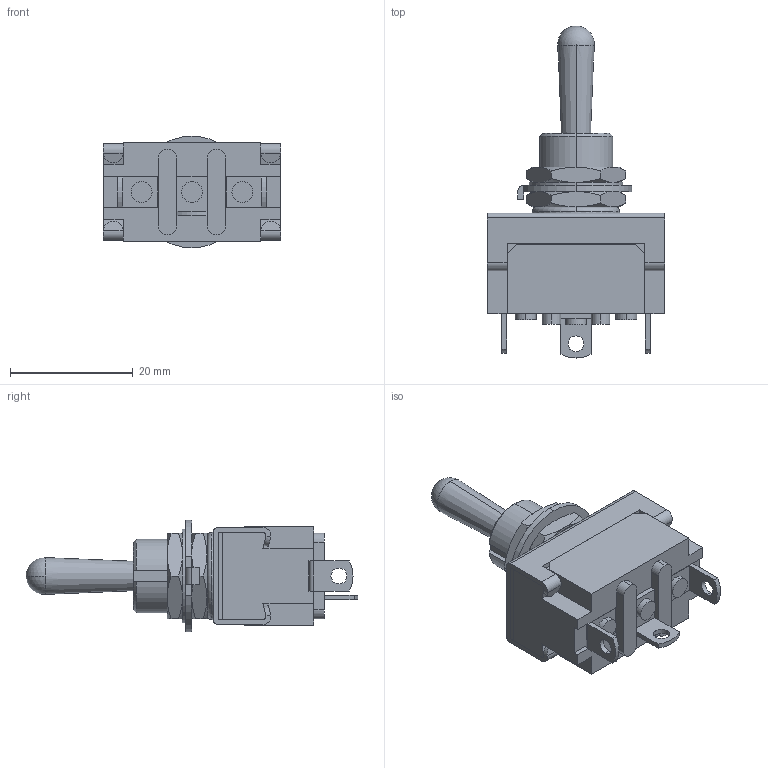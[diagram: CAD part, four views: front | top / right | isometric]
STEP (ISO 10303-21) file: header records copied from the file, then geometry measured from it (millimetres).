
FILE_DESCRIPTION (( 'STEP AP203' ), '1' );
FILE_NAME ('ATE01.STEP', '2020-03-15T23:55:53', ( '' ), ( '' ), 'SwSTEP 2.0', 'SolidWorks 2018', '' );
FILE_SCHEMA (( 'CONFIG_CONTROL_DESIGN' ));
Length unit declared in the file: millimetre
Products named in the file (10): 上組 スリーブ組 標準トグル単極 (Aシリーズ); 僼儗乕儉慻扨嬌僩僌儖 (A僔儕乕僘); 働乕僗 扨嬌 (A僔儕乕僘); 9801 0063 20(ナット)model; 僗儕乕僽慻僩僌儖扨嬌 (A僔儕乕僘); 9803 0458 20(L儚僢僔儍乕)model; 壓慻 扨嬌 1抂巕 (A僔儕乕僘); 1端子 (Aシリーズ); ATE01; 9802 0457 20(リング)model
Assembly tree (12 placements, depth 3):
  ATE01
    壓慻 扨嬌 1抂巕 (A僔儕乕僘)
      働乕僗 扨嬌 (A僔儕乕僘)
      1端子 (Aシリーズ)  x3
    上組 スリーブ組 標準トグル単極 (Aシリーズ)
      僼儗乕儉慻扨嬌僩僌儖 (A僔儕乕僘)
      僗儕乕僽慻僩僌儖扨嬌 (A僔儕乕僘)
    9801 0063 20(ナット)model  x2
    9802 0457 20(リング)model
    9803 0458 20(L儚僢僔儍乕)model
Bounding box: 28.85 x 54.1 x 18.2 mm (x, y, z)
Volume: 9617.2 mm3; surface area: 7701.2 mm2
Topology: 11 solids, 11 shells, 304 faces, 785 edges, 512 vertices
Faces by surface type: plane 158, cylinder 109, cone 31, sphere 4, torus 2
Entity records: 8989 total; most frequent: CARTESIAN_POINT 1556, DIRECTION 1355, ORIENTED_EDGE 1308, EDGE_CURVE 654, AXIS2_PLACEMENT_3D 482, VERTEX_POINT 429, VECTOR 391, LINE 391
